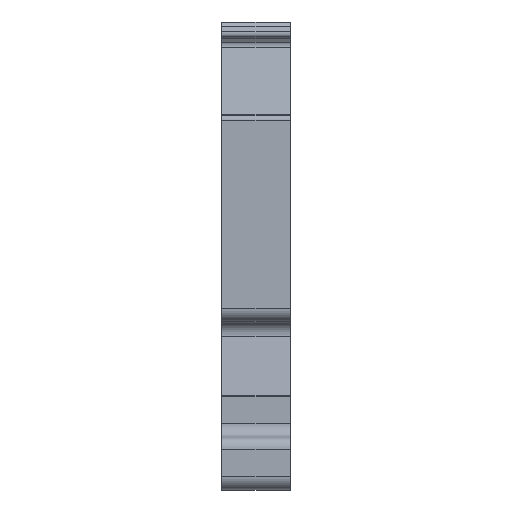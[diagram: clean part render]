
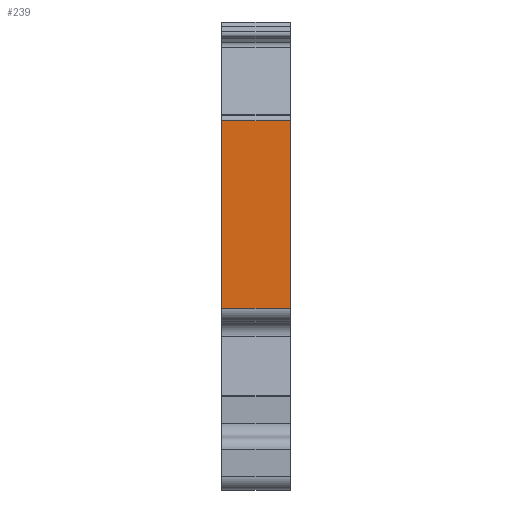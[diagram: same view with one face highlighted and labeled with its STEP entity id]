
A CAD part, left-side view. The second image highlights one B-rep face of the part: STEP entity #239.
In plain terms, the highlighted planar face has unit normal (-1, 0, 0).
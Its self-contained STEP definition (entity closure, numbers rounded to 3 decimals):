
#239 = ADVANCED_FACE( '', ( #561 ), #562, .T. );
#561 = FACE_OUTER_BOUND( '', #964, .T. );
#562 = PLANE( '', #965 );
#964 = EDGE_LOOP( '', ( #1582, #1583, #1584, #1585 ) );
#965 = AXIS2_PLACEMENT_3D( '', #1586, #1587, #1588 );
#1582 = ORIENTED_EDGE( '', *, *, #2715, .T. );
#1583 = ORIENTED_EDGE( '', *, *, #2545, .T. );
#1584 = ORIENTED_EDGE( '', *, *, #2716, .F. );
#1585 = ORIENTED_EDGE( '', *, *, #2668, .F. );
#1586 = CARTESIAN_POINT( '', ( -24.4, -5.15, 9.568 ) );
#1587 = DIRECTION( '', ( -1., 0., 0. ) );
#1588 = DIRECTION( '', ( 0., 0., 1. ) );
#2545 = EDGE_CURVE( '', #3080, #3077, #3081, .T. );
#2668 = EDGE_CURVE( '', #3287, #3283, #3289, .T. );
#2715 = EDGE_CURVE( '', #3287, #3080, #3362, .T. );
#2716 = EDGE_CURVE( '', #3283, #3077, #3363, .T. );
#3077 = VERTEX_POINT( '', #3856 );
#3080 = VERTEX_POINT( '', #3859 );
#3081 = LINE( '', #3860, #3861 );
#3283 = VERTEX_POINT( '', #4143 );
#3287 = VERTEX_POINT( '', #4148 );
#3289 = LINE( '', #4150, #4151 );
#3362 = LINE( '', #4250, #4251 );
#3363 = LINE( '', #4252, #4253 );
#3856 = CARTESIAN_POINT( '', ( -24.4, 0., 9.568 ) );
#3859 = CARTESIAN_POINT( '', ( -24.4, -5.15, 9.568 ) );
#3860 = CARTESIAN_POINT( '', ( -24.4, -5.15, 9.568 ) );
#3861 = VECTOR( '', #4881, 1000. );
#4143 = CARTESIAN_POINT( '', ( -24.4, 0., -4.625 ) );
#4148 = CARTESIAN_POINT( '', ( -24.4, -5.15, -4.625 ) );
#4150 = CARTESIAN_POINT( '', ( -24.4, -5.15, -4.625 ) );
#4151 = VECTOR( '', #5008, 1000. );
#4250 = CARTESIAN_POINT( '', ( -24.4, -5.15, -4.625 ) );
#4251 = VECTOR( '', #5065, 1000. );
#4252 = CARTESIAN_POINT( '', ( -24.4, 0., 9.568 ) );
#4253 = VECTOR( '', #5066, 1000. );
#4881 = DIRECTION( '', ( 0., 1., 0. ) );
#5008 = DIRECTION( '', ( 0., 1., 0. ) );
#5065 = DIRECTION( '', ( 0., 0., 1. ) );
#5066 = DIRECTION( '', ( 0., 0., 1. ) );
